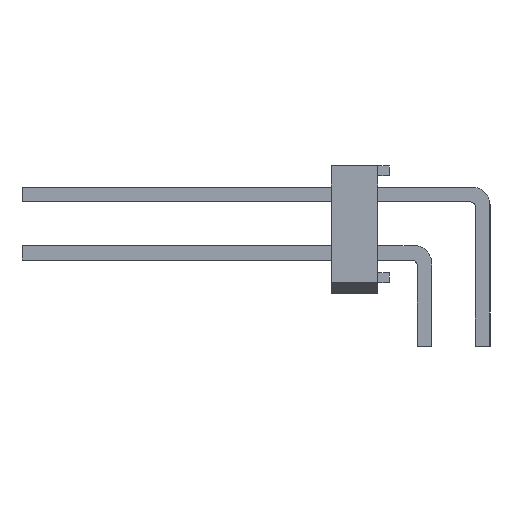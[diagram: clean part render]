
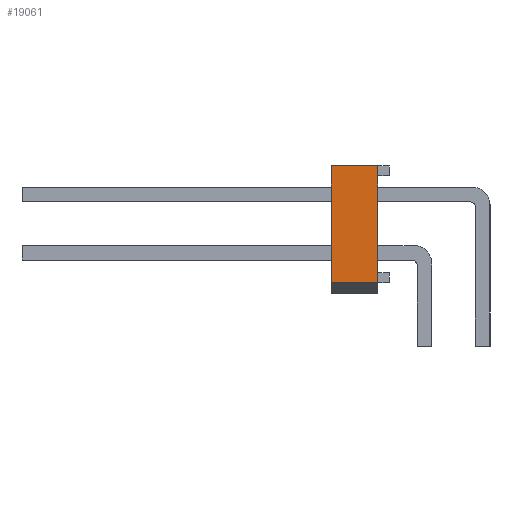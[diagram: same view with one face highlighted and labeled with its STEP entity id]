
A CAD part, left-side view. The second image highlights one B-rep face of the part: STEP entity #19061.
In plain terms, the highlighted face is planar.
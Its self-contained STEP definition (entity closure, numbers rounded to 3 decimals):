
#10058 = VERTEX_POINT('',#10059);
#10059 = CARTESIAN_POINT('',(19.05,2.54,-2.54));
#10065 = EDGE_CURVE('',#10058,#10066,#10068,.T.);
#10066 = VERTEX_POINT('',#10067);
#10067 = CARTESIAN_POINT('',(19.05,0.508,-2.54));
#10068 = LINE('',#10069,#10070);
#10069 = CARTESIAN_POINT('',(19.05,2.54,-2.54));
#10070 = VECTOR('',#10071,1.);
#10071 = DIRECTION('',(0.,-1.,0.));
#19026 = VERTEX_POINT('',#19027);
#19027 = CARTESIAN_POINT('',(19.05,0.508,2.54));
#19035 = EDGE_CURVE('',#19036,#19026,#19038,.T.);
#19036 = VERTEX_POINT('',#19037);
#19037 = CARTESIAN_POINT('',(19.05,2.54,2.54));
#19038 = LINE('',#19039,#19040);
#19039 = CARTESIAN_POINT('',(19.05,2.54,2.54));
#19040 = VECTOR('',#19041,1.);
#19041 = DIRECTION('',(0.,-1.,0.));
#19061 = ADVANCED_FACE('',(#19062),#19078,.F.);
#19062 = FACE_BOUND('',#19063,.T.);
#19063 = EDGE_LOOP('',(#19064,#19070,#19071,#19077));
#19064 = ORIENTED_EDGE('',*,*,#19065,.F.);
#19065 = EDGE_CURVE('',#10066,#19026,#19066,.T.);
#19066 = LINE('',#19067,#19068);
#19067 = CARTESIAN_POINT('',(19.05,0.508,2.54));
#19068 = VECTOR('',#19069,1.);
#19069 = DIRECTION('',(0.,0.,1.));
#19070 = ORIENTED_EDGE('',*,*,#10065,.F.);
#19071 = ORIENTED_EDGE('',*,*,#19072,.F.);
#19072 = EDGE_CURVE('',#19036,#10058,#19073,.T.);
#19073 = LINE('',#19074,#19075);
#19074 = CARTESIAN_POINT('',(19.05,2.54,2.54));
#19075 = VECTOR('',#19076,1.);
#19076 = DIRECTION('',(0.,0.,-1.));
#19077 = ORIENTED_EDGE('',*,*,#19035,.T.);
#19078 = PLANE('',#19079);
#19079 = AXIS2_PLACEMENT_3D('',#19080,#19081,#19082);
#19080 = CARTESIAN_POINT('',(19.05,2.54,2.54));
#19081 = DIRECTION('',(-1.,0.,0.));
#19082 = DIRECTION('',(0.,0.,1.));
